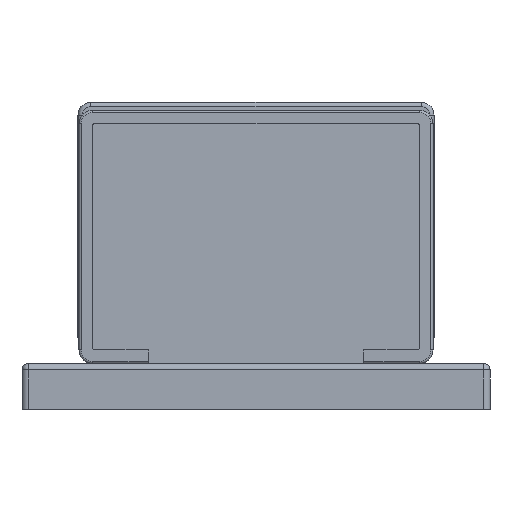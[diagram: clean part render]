
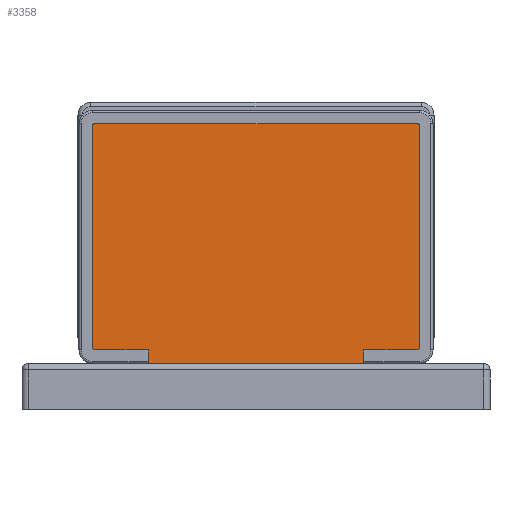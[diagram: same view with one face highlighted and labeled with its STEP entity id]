
A CAD part, front view. The second image highlights one B-rep face of the part: STEP entity #3358.
In plain terms, the highlighted planar face has unit normal (0, -1, 0).
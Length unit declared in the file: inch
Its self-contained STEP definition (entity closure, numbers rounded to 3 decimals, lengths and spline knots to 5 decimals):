
#125=DIRECTION('',(1.,0.,0.));
#126=VECTOR('',#125,2.);
#127=CARTESIAN_POINT('',(-1.,-1.587,0.42966));
#128=LINE('',#127,#126);
#775=DIRECTION('',(0.,0.,-1.));
#776=VECTOR('',#775,0.125);
#777=CARTESIAN_POINT('',(1.,-1.587,0.55466));
#778=LINE('',#777,#776);
#793=DIRECTION('',(0.,0.,1.));
#794=VECTOR('',#793,0.125);
#795=CARTESIAN_POINT('',(-1.,-1.587,0.42966));
#796=LINE('',#795,#794);
#962=DIRECTION('',(0.,0.,-1.));
#963=VECTOR('',#962,2.06);
#964=CARTESIAN_POINT('',(1.51983,-1.587,2.63466));
#965=LINE('',#964,#963);
#974=CARTESIAN_POINT('',(1.49983,-1.587,2.63466));
#975=DIRECTION('',(0.,-1.,0.));
#976=DIRECTION('',(1.,0.,0.));
#977=AXIS2_PLACEMENT_3D('',#974,#975,#976);
#984=DIRECTION('',(1.,0.,0.));
#985=VECTOR('',#984,2.99965);
#986=CARTESIAN_POINT('',(-1.49983,-1.587,2.65466));
#987=LINE('',#986,#985);
#996=CARTESIAN_POINT('',(-1.49983,-1.587,2.63466));
#997=DIRECTION('',(0.,-1.,0.));
#998=DIRECTION('',(0.,0.,1.));
#999=AXIS2_PLACEMENT_3D('',#996,#997,#998);
#1006=DIRECTION('',(0.,0.,1.));
#1007=VECTOR('',#1006,2.06);
#1008=CARTESIAN_POINT('',(-1.51983,-1.587,0.57466));
#1009=LINE('',#1008,#1007);
#1018=CARTESIAN_POINT('',(-1.49983,-1.587,0.57466));
#1019=DIRECTION('',(0.,-1.,0.));
#1020=DIRECTION('',(-1.,0.,0.));
#1021=AXIS2_PLACEMENT_3D('',#1018,#1019,#1020);
#1028=DIRECTION('',(-1.,0.,0.));
#1029=VECTOR('',#1028,0.49983);
#1030=CARTESIAN_POINT('',(-1.,-1.587,0.55466));
#1031=LINE('',#1030,#1029);
#1040=CARTESIAN_POINT('',(1.49983,-1.587,0.57466));
#1041=DIRECTION('',(0.,-1.,0.));
#1042=DIRECTION('',(0.,0.,-1.));
#1043=AXIS2_PLACEMENT_3D('',#1040,#1041,#1042);
#1050=DIRECTION('',(-1.,0.,0.));
#1051=VECTOR('',#1050,0.49983);
#1052=CARTESIAN_POINT('',(1.49983,-1.587,0.55466));
#1053=LINE('',#1052,#1051);
#1964=CARTESIAN_POINT('',(-1.,-1.587,0.55466));
#1965=CARTESIAN_POINT('',(-1.49983,-1.587,0.55466));
#1966=VERTEX_POINT('',#1964);
#1967=VERTEX_POINT('',#1965);
#1968=CARTESIAN_POINT('',(-1.51983,-1.587,0.57466));
#1969=CARTESIAN_POINT('',(-1.51983,-1.587,2.63466));
#1970=VERTEX_POINT('',#1968);
#1971=VERTEX_POINT('',#1969);
#1972=CARTESIAN_POINT('',(-1.49983,-1.587,2.65466));
#1973=CARTESIAN_POINT('',(1.49983,-1.587,2.65466));
#1974=VERTEX_POINT('',#1972);
#1975=VERTEX_POINT('',#1973);
#1976=CARTESIAN_POINT('',(1.51983,-1.587,2.63466));
#1977=CARTESIAN_POINT('',(1.51983,-1.587,0.57466));
#1978=VERTEX_POINT('',#1976);
#1979=VERTEX_POINT('',#1977);
#1980=CARTESIAN_POINT('',(1.49983,-1.587,0.55466));
#1981=CARTESIAN_POINT('',(1.,-1.587,0.55466));
#1982=VERTEX_POINT('',#1980);
#1983=VERTEX_POINT('',#1981);
#2017=CARTESIAN_POINT('',(-1.,-1.587,0.42966));
#2019=VERTEX_POINT('',#2017);
#2021=CARTESIAN_POINT('',(1.,-1.587,0.42966));
#2023=VERTEX_POINT('',#2021);
#3329=CARTESIAN_POINT('',(-1.4,-1.587,0.55466));
#3330=DIRECTION('',(0.,-1.,0.));
#3331=DIRECTION('',(0.,0.,-1.));
#3332=AXIS2_PLACEMENT_3D('',#3329,#3330,#3331);
#3333=PLANE('',#3332);
#3334=ORIENTED_EDGE('',*,*,#2465,.F.);
#3336=ORIENTED_EDGE('',*,*,#3335,.T.);
#3338=ORIENTED_EDGE('',*,*,#3337,.T.);
#3340=ORIENTED_EDGE('',*,*,#3339,.F.);
#3342=ORIENTED_EDGE('',*,*,#3341,.T.);
#3344=ORIENTED_EDGE('',*,*,#3343,.F.);
#3346=ORIENTED_EDGE('',*,*,#3345,.T.);
#3348=ORIENTED_EDGE('',*,*,#3347,.F.);
#3350=ORIENTED_EDGE('',*,*,#3349,.T.);
#3352=ORIENTED_EDGE('',*,*,#3351,.F.);
#3354=ORIENTED_EDGE('',*,*,#3353,.T.);
#3355=ORIENTED_EDGE('',*,*,#3319,.T.);
#3356=EDGE_LOOP('',(#3334,#3336,#3338,#3340,#3342,#3344,#3346,#3348,#3350,#3352,
#3354,#3355));
#3357=FACE_OUTER_BOUND('',#3356,.F.);
#3358=ADVANCED_FACE('',(#3357),#3333,.T.);
#978=CIRCLE('',#977,0.02);
#1000=CIRCLE('',#999,0.02);
#1022=CIRCLE('',#1021,0.02);
#1044=CIRCLE('',#1043,0.02);
#2465=EDGE_CURVE('',#2019,#2023,#128,.T.);
#3319=EDGE_CURVE('',#1983,#2023,#778,.T.);
#3335=EDGE_CURVE('',#2019,#1966,#796,.T.);
#3337=EDGE_CURVE('',#1966,#1967,#1031,.T.);
#3339=EDGE_CURVE('',#1970,#1967,#1022,.T.);
#3341=EDGE_CURVE('',#1970,#1971,#1009,.T.);
#3343=EDGE_CURVE('',#1974,#1971,#1000,.T.);
#3345=EDGE_CURVE('',#1974,#1975,#987,.T.);
#3347=EDGE_CURVE('',#1978,#1975,#978,.T.);
#3349=EDGE_CURVE('',#1978,#1979,#965,.T.);
#3351=EDGE_CURVE('',#1982,#1979,#1044,.T.);
#3353=EDGE_CURVE('',#1982,#1983,#1053,.T.);
